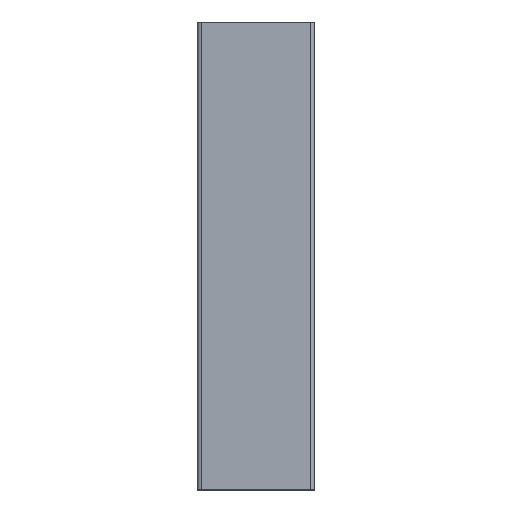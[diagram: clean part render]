
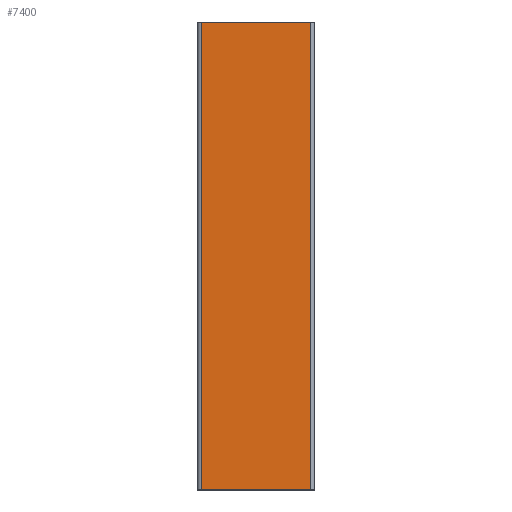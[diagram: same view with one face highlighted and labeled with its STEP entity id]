
A CAD part, front view. The second image highlights one B-rep face of the part: STEP entity #7400.
In plain terms, the highlighted planar face has unit normal (0, -1, 0).
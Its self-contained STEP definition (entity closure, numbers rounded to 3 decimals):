
#1850=CARTESIAN_POINT('',(73.,0.,149.8));
#1860=VERTEX_POINT('',#1850);
#7030=CARTESIAN_POINT('',(75.,0.,0.));
#7040=DIRECTION('',(-0.,-1.,-0.));
#7050=DIRECTION('',(-1.,0.,0.));
#7060=AXIS2_PLACEMENT_3D('',#7030,#7040,#7050);
#7070=PLANE('',#7060);
#7080=CARTESIAN_POINT('',(0.,0.,
-149.8));
#7090=DIRECTION('',(1.,0.,0.));
#7100=VECTOR('',#7090,1.);
#7110=LINE('',#7080,#7100);
#7120=CARTESIAN_POINT('',(3.,0.,-149.8));
#7130=VERTEX_POINT('',#7120);
#7140=CARTESIAN_POINT('',(73.,0.,-149.8));
#7150=VERTEX_POINT('',#7140);
#7160=EDGE_CURVE('',#7130,#7150,#7110,.T.);
#7170=ORIENTED_EDGE('',*,*,#7160,.T.);
#7180=CARTESIAN_POINT('',(3.,0.,0.));
#7190=DIRECTION('',(0.,0.,1.));
#7200=VECTOR('',#7190,1.);
#7210=LINE('',#7180,#7200);
#7220=CARTESIAN_POINT('',(3.,0.,149.8));
#7230=VERTEX_POINT('',#7220);
#7240=EDGE_CURVE('',#7130,#7230,#7210,.T.);
#7250=ORIENTED_EDGE('',*,*,#7240,.F.);
#7260=CARTESIAN_POINT('',(0.,0.,
149.8));
#7270=DIRECTION('',(1.,0.,0.));
#7280=VECTOR('',#7270,1.);
#7290=LINE('',#7260,#7280);
#7300=EDGE_CURVE('',#7230,#1860,#7290,.T.);
#7310=ORIENTED_EDGE('',*,*,#7300,.F.);
#7320=CARTESIAN_POINT('',(73.,0.,0.));
#7330=DIRECTION('',(0.,0.,1.));
#7340=VECTOR('',#7330,1.);
#7350=LINE('',#7320,#7340);
#7360=EDGE_CURVE('',#7150,#1860,#7350,.T.);
#7370=ORIENTED_EDGE('',*,*,#7360,.T.);
#7380=EDGE_LOOP('',(#7370,#7310,#7250,#7170));
#7390=FACE_OUTER_BOUND('',#7380,.T.);
#7400=ADVANCED_FACE('',(#7390),#7070,.T.);
